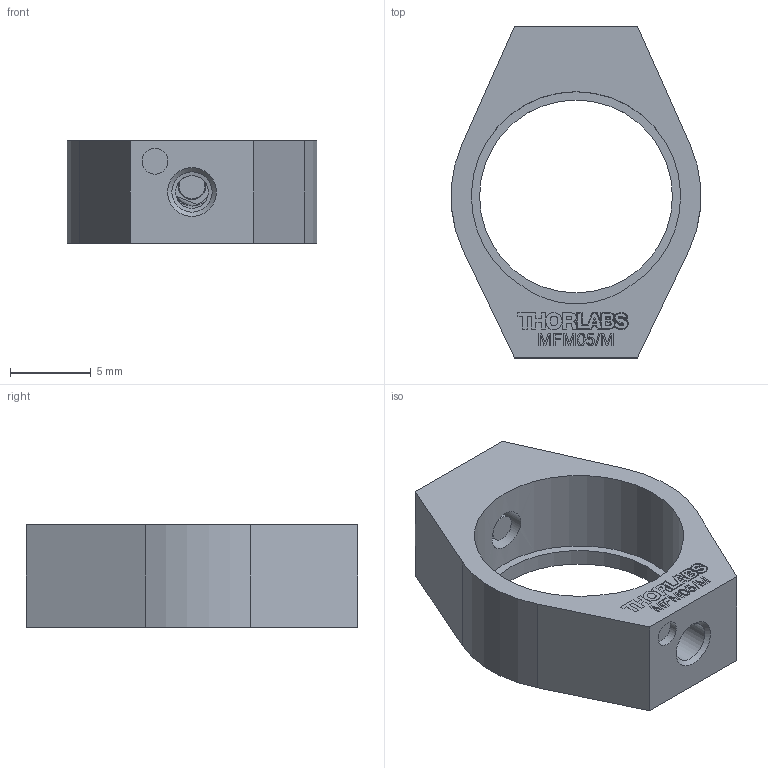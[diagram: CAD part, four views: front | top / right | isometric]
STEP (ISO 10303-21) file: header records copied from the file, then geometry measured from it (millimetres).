
FILE_DESCRIPTION(/* description */ (''),/* implementation_level */ '2;1');
FILE_NAME(/* name */ 'MFM05_M-Step.step',/* time_stamp */ '2024-06-17T21:39:13-04:00',/* author */ (''),/* organization */ (''),/* preprocessor_version */ 'ST-DEVELOPER v20',/* originating_system */ 'Autodesk Translation Framework v12.20.1.177',/* authorisation */ '');
FILE_SCHEMA (('AUTOMOTIVE_DESIGN { 1 0 10303 214 3 1 1 }'));
Length unit declared in the file: inch
Products named in the file (1): MFM05_M-Step
Bounding box: 15.45 x 20.54 x 6.35 mm (x, y, z)
Volume: 743 mm3; surface area: 1008.8 mm2
Topology: 2 solids, 2 shells, 310 faces, 826 edges, 543 vertices
Faces by surface type: plane 190, bspline 86, cylinder 21, cone 13
Full cylindrical faces by diameter (mm): 1.6 x2, 2.032 x1, 2.35 x5, 2.5 x2, 3 x3, 11.938 x1
Entity records: 12333 total; most frequent: CARTESIAN_POINT 4862, ORIENTED_EDGE 1650, DIRECTION 1114, EDGE_CURVE 825, LINE 580, VECTOR 580, VERTEX_POINT 543, EDGE_LOOP 340
